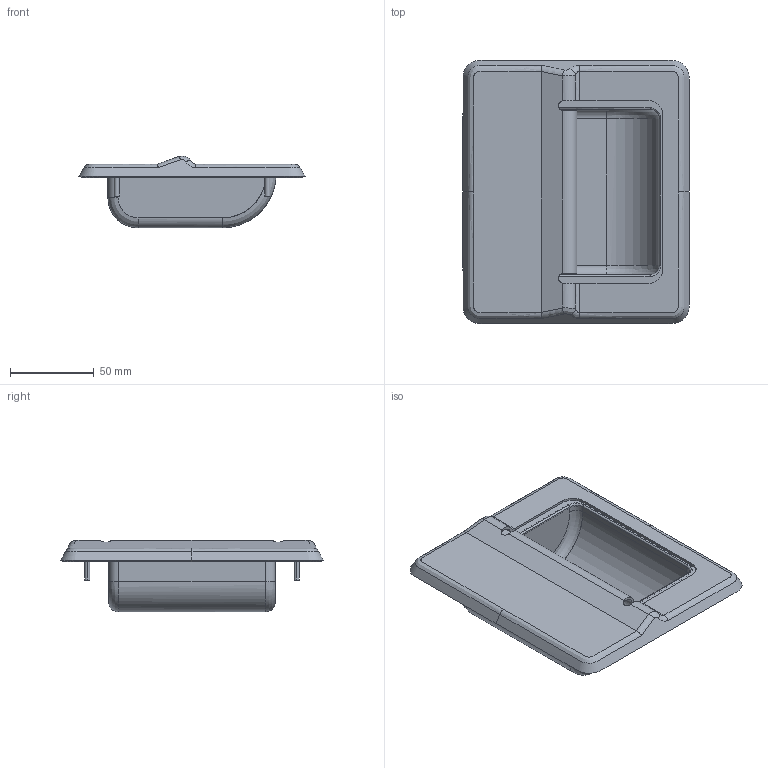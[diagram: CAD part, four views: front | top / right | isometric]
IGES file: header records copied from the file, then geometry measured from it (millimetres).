
Start section: ------------------------------------------------------------------------
Global section: file name: PC3554.14188.THA_475SUS_13495.igs; native system: spGate; preprocessor: ver20.6.3 (****-****-****-****); author: Unknown; organization: Unknown; date: 260203.141105; units: millimetre
Bounding box: 135 x 157 x 42.8 mm (x, y, z)
Volume: 42998.5 mm3; surface area: 86315.9 mm2
Topology: 1 solids, 1 shells, 268 faces, 679 edges, 394 vertices
Faces by surface type: bspline 268
